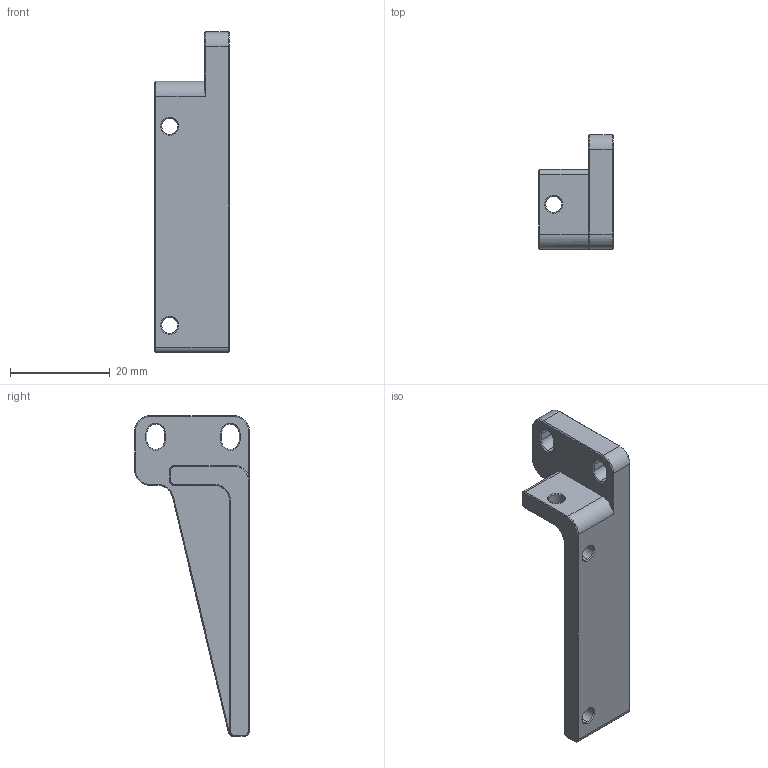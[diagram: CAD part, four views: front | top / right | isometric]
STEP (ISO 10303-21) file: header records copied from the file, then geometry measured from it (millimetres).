
FILE_DESCRIPTION (( 'STEP AP203' ), '1' );
FILE_NAME ('40贯流风扇安装支架.STEP', '2025-01-04T10:44:38', ( 'Leo' ), ( '' ), 'SwSTEP 2.0', 'SolidWorks 2022', '' );
FILE_SCHEMA (( 'CONFIG_CONTROL_DESIGN' ));
Length unit declared in the file: millimetre
Products named in the file (1): 40贯流风扇安装支架
Bounding box: 15 x 23 x 64.44 mm (x, y, z)
Volume: 6500.3 mm3; surface area: 3896.6 mm2
Topology: 1 solids, 1 shells, 107 faces, 251 edges, 146 vertices
Faces by surface type: plane 43, cone 41, cylinder 23
Entity records: 3102 total; most frequent: DIRECTION 553, CARTESIAN_POINT 516, ORIENTED_EDGE 502, EDGE_CURVE 251, AXIS2_PLACEMENT_3D 197, VECTOR 159, LINE 159, VERTEX_POINT 146
